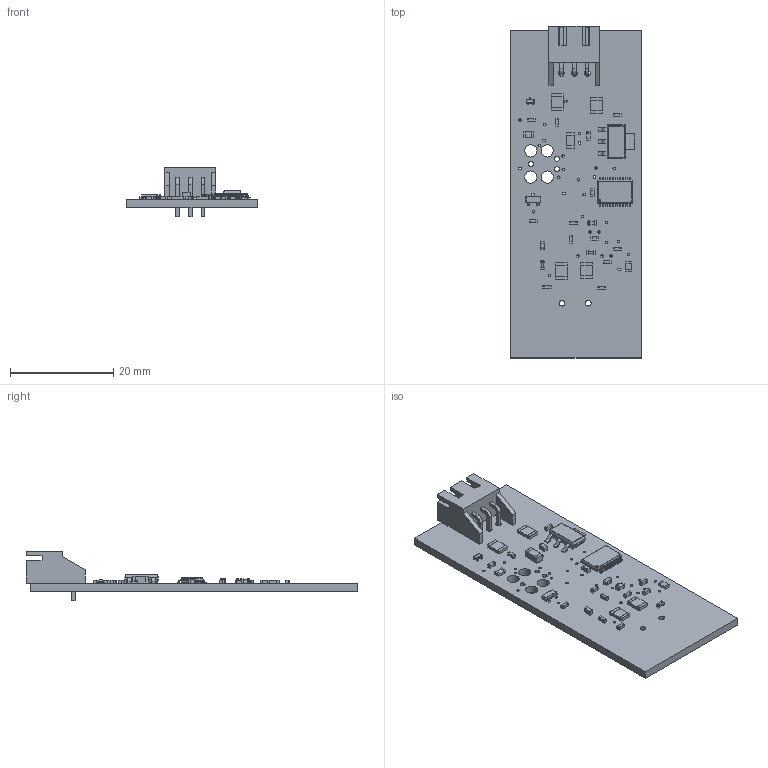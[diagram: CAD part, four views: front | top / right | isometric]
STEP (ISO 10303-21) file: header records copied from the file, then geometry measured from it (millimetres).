
FILE_DESCRIPTION(('for Geomagic Design'),'2;1');
FILE_NAME('3d Model.step','2019-03-12T14:46:46',('IceCreamMachine'),(''), 'Open CASCADE STEP processor 6.6','DipTrace','Unknown');
FILE_SCHEMA(('AUTOMOTIVE_DESIGN { 1 0 10303 214 1 1 1 1 }'));
Length unit declared in the file: millimetre
Products named in the file (46): PCB_3d_Model; Board_3d_Model; cap_0603; cap_1206; sot23; SHELL; S3B-XH-A; sot416; res_0603; res_1210; res_0805; sot223-4; tssop-20
Assembly tree (64 placements, depth 3):
  PCB_3d_Model
    Board_3d_Model
    cap_0603  x5
    cap_1206
    sot23
      SHELL
      SHELL
      SHELL
      SHELL
    S3B-XH-A
    sot416
      SHELL
      SHELL
      SHELL
      SHELL
    res_0603  x12
    res_1210  x4
    res_0805  x2
    sot223-4
      SHELL
      SHELL
      SHELL
      SHELL
      SHELL
    tssop-20
      SHELL
      SHELL
      SHELL
      SHELL
      SHELL
      SHELL
      SHELL
      SHELL
      SHELL
      SHELL
      SHELL
      SHELL
      SHELL
      SHELL
      SHELL
      SHELL
      SHELL
      SHELL
      SHELL
      SHELL
      SHELL
Bounding box: 25.4 x 64.42 x 9.55 mm (x, y, z)
Volume: 2833.3 mm3; surface area: 4674.5 mm2
Topology: 26 solids, 60 shells, 1499 faces, 3660 edges, 2280 vertices
Faces by surface type: plane 1159, bspline 184, cylinder 156
Full cylindrical faces by diameter (mm): 0.4 x1, 0.483 x33, 0.95 x3, 1.1 x5, 2.375 x4
Entity records: 28965 total; most frequent: CARTESIAN_POINT 8211, ORIENTED_EDGE 3400, DIRECTION 2558, EDGE_CURVE 1700, VERTEX_POINT 1072, LINE 944, VECTOR 944, FACE_BOUND 824
